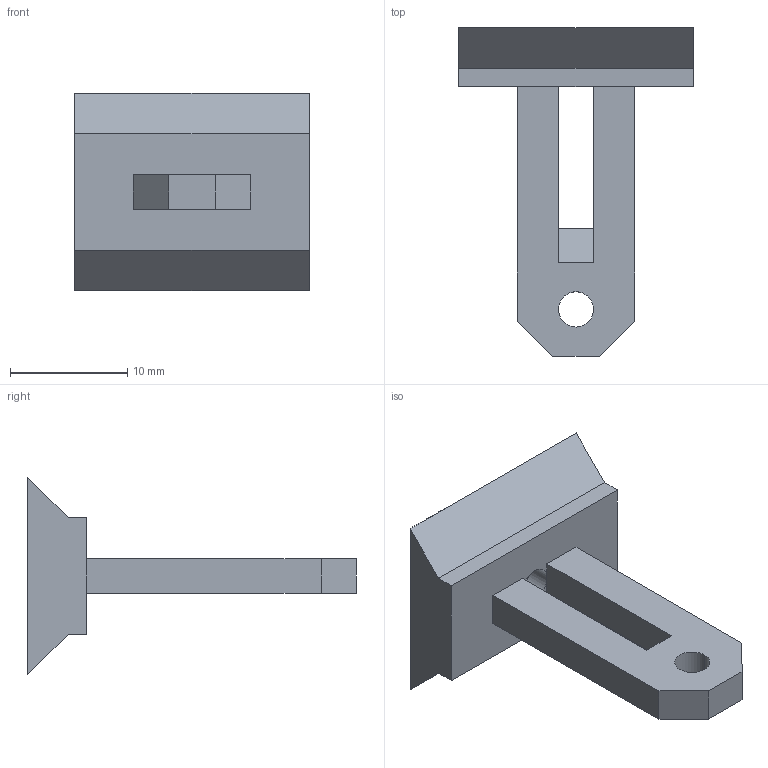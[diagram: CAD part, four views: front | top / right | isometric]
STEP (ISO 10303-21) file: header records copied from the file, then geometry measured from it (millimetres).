
FILE_DESCRIPTION (( 'STEP AP214' ), '1' );
FILE_NAME ('湖謂菁釱_2.6_3.STEP', '2023-12-28T13:54:12', ( '' ), ( '' ), 'SwSTEP 2.0', 'SolidWorks 2021', '' );
FILE_SCHEMA (( 'AUTOMOTIVE_DESIGN' ));
Length unit declared in the file: millimetre
Products named in the file (1): ｴﾗｵﾗﾗ2.6_3
Bounding box: 20 x 28 x 16.8 mm (x, y, z)
Volume: 1706.8 mm3; surface area: 1545.9 mm2
Topology: 1 solids, 1 shells, 26 faces, 72 edges, 46 vertices
Faces by surface type: plane 18, cylinder 6, bspline 2
Entity records: 1018 total; most frequent: CARTESIAN_POINT 311, ORIENTED_EDGE 144, DIRECTION 130, EDGE_CURVE 72, VECTOR 56, LINE 56, VERTEX_POINT 46, AXIS2_PLACEMENT_3D 37
